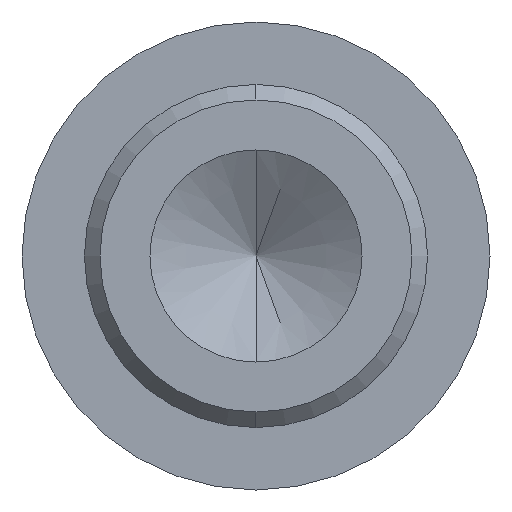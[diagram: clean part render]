
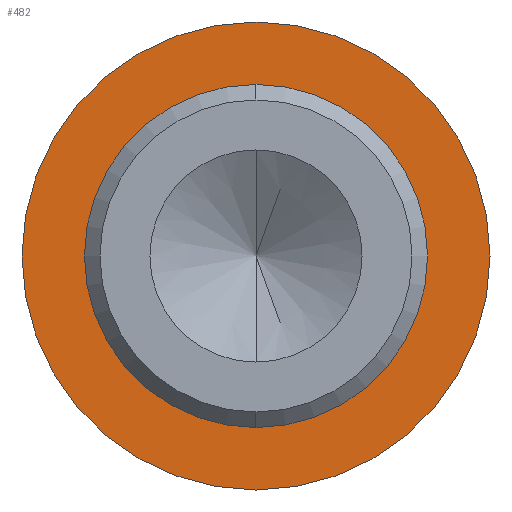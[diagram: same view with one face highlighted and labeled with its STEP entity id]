
A CAD part, left-side view. The second image highlights one B-rep face of the part: STEP entity #482.
In plain terms, the highlighted planar face has unit normal (-1, 0, 0).
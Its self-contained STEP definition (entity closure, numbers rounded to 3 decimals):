
#11 = CARTESIAN_POINT ( 'NONE',  ( -19.6, 0., 10.45 ) ) ;
#38 = ORIENTED_EDGE ( 'NONE', *, *, #451, .T. ) ;
#53 = DIRECTION ( 'NONE',  ( 0., 0., 1. ) ) ;
#88 = CARTESIAN_POINT ( 'NONE',  ( -19.6, 0., 12.45 ) ) ;
#93 = FACE_BOUND ( 'NONE', #567, .T. ) ;
#105 = DIRECTION ( 'NONE',  ( 0., 0., 1. ) ) ;
#130 = DIRECTION ( 'NONE',  ( -1., 0., 0. ) ) ;
#138 = DIRECTION ( 'NONE',  ( 0., 0., 1. ) ) ;
#141 = AXIS2_PLACEMENT_3D ( 'NONE', #599, #247, #105 ) ;
#146 = DIRECTION ( 'NONE',  ( -1., 0., 0. ) ) ;
#189 = DIRECTION ( 'NONE',  ( 0., 0., 1. ) ) ;
#197 = AXIS2_PLACEMENT_3D ( 'NONE', #581, #300, #189 ) ;
#224 = CARTESIAN_POINT ( 'NONE',  ( -19.6, 0., -0.55 ) ) ;
#247 = DIRECTION ( 'NONE',  ( -1., 0., 0. ) ) ;
#280 = AXIS2_PLACEMENT_3D ( 'NONE', #579, #130, #333 ) ;
#296 = CARTESIAN_POINT ( 'NONE',  ( -19.6, 0., -2.55 ) ) ;
#300 = DIRECTION ( 'NONE',  ( -1., 0., 0. ) ) ;
#328 = AXIS2_PLACEMENT_3D ( 'NONE', #596, #146, #53 ) ;
#333 = DIRECTION ( 'NONE',  ( 0., 0., 1. ) ) ;
#344 = FACE_OUTER_BOUND ( 'NONE', #610, .T. ) ;
#364 = CIRCLE ( 'NONE', #141, 5.5 ) ;
#370 = VERTEX_POINT ( 'NONE', #88 ) ;
#372 = ORIENTED_EDGE ( 'NONE', *, *, #622, .F. ) ;
#375 = CIRCLE ( 'NONE', #280, 7.5 ) ;
#386 = VERTEX_POINT ( 'NONE', #224 ) ;
#389 = CIRCLE ( 'NONE', #197, 7.5 ) ;
#398 = PLANE ( 'NONE',  #470 ) ;
#431 = EDGE_CURVE ( 'NONE', #370, #504, #375, .T. ) ;
#433 = ORIENTED_EDGE ( 'NONE', *, *, #431, .T. ) ;
#451 = EDGE_CURVE ( 'NONE', #504, #370, #389, .T. ) ;
#469 = CIRCLE ( 'NONE', #328, 5.5 ) ;
#470 = AXIS2_PLACEMENT_3D ( 'NONE', #603, #591, #138 ) ;
#473 = EDGE_CURVE ( 'NONE', #526, #386, #469, .T. ) ;
#482 = ADVANCED_FACE ( 'NONE', ( #93, #344 ), #398, .T. ) ;
#504 = VERTEX_POINT ( 'NONE', #296 ) ;
#526 = VERTEX_POINT ( 'NONE', #11 ) ;
#567 = EDGE_LOOP ( 'NONE', ( #372, #631 ) ) ;
#579 = CARTESIAN_POINT ( 'NONE',  ( -19.6, 0., 4.95 ) ) ;
#581 = CARTESIAN_POINT ( 'NONE',  ( -19.6, 0., 4.95 ) ) ;
#591 = DIRECTION ( 'NONE',  ( -1., 0., 0. ) ) ;
#596 = CARTESIAN_POINT ( 'NONE',  ( -19.6, 0., 4.95 ) ) ;
#599 = CARTESIAN_POINT ( 'NONE',  ( -19.6, 0., 4.95 ) ) ;
#603 = CARTESIAN_POINT ( 'NONE',  ( -19.6, 0., 4.95 ) ) ;
#610 = EDGE_LOOP ( 'NONE', ( #38, #433 ) ) ;
#622 = EDGE_CURVE ( 'NONE', #386, #526, #364, .T. ) ;
#631 = ORIENTED_EDGE ( 'NONE', *, *, #473, .F. ) ;
